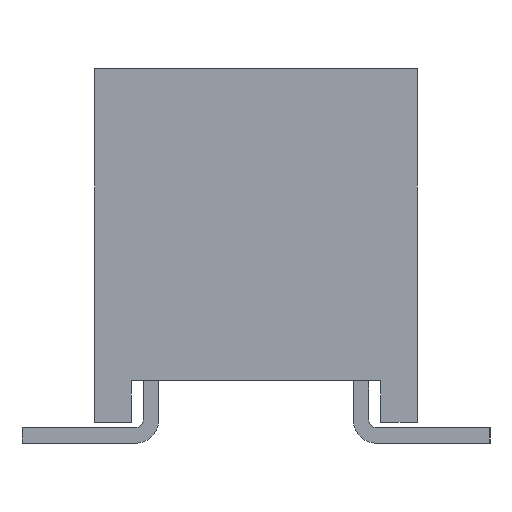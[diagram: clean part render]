
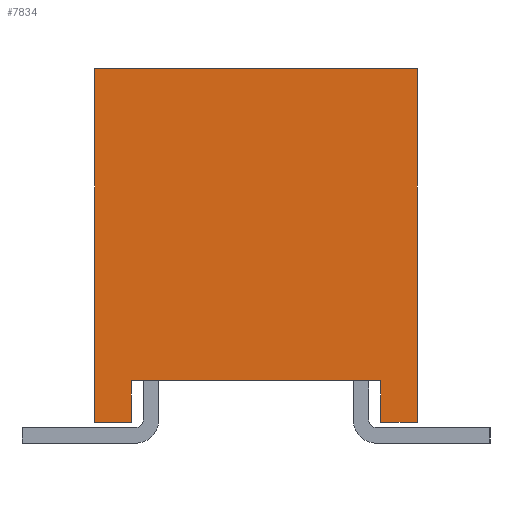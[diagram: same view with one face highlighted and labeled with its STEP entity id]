
A CAD part, left-side view. The second image highlights one B-rep face of the part: STEP entity #7834.
In plain terms, the highlighted planar face has unit normal (-1, 0, 0).
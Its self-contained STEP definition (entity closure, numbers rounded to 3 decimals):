
#426=PLANE($,#8408);
#851=FACE_OUTER_BOUND($,#1300,.T.);
#1300=EDGE_LOOP($,(#7252,#7253,#7254,#7255,#7256,#7257,#7258,#7259));
#1892=LINE($,#11856,#2888);
#2273=LINE($,#12595,#3269);
#2277=LINE($,#12603,#3273);
#2280=LINE($,#12610,#3276);
#2284=LINE($,#12617,#3280);
#2289=LINE($,#12625,#3285);
#2290=LINE($,#12628,#3286);
#2291=LINE($,#12629,#3287);
#2888=VECTOR($,#9677,3.1);
#3269=VECTOR($,#10376,0.4);
#3273=VECTOR($,#10382,0.35);
#3276=VECTOR($,#10387,0.35);
#3280=VECTOR($,#10393,3.4);
#3285=VECTOR($,#10402,3.4);
#3286=VECTOR($,#10405,0.4);
#3287=VECTOR($,#10406,2.4);
#3884=VERTEX_POINT($,#11854);
#3885=VERTEX_POINT($,#11855);
#4083=VERTEX_POINT($,#12593);
#4084=VERTEX_POINT($,#12594);
#4087=VERTEX_POINT($,#12602);
#4089=VERTEX_POINT($,#12608);
#4090=VERTEX_POINT($,#12609);
#4094=VERTEX_POINT($,#12627);
#4772=EDGE_CURVE($,#3884,#3885,#1892,.T.);
#5153=EDGE_CURVE($,#4083,#4084,#2273,.T.);
#5157=EDGE_CURVE($,#4084,#4087,#2277,.T.);
#5160=EDGE_CURVE($,#4089,#4090,#2280,.T.);
#5164=EDGE_CURVE($,#4087,#3884,#2284,.T.);
#5169=EDGE_CURVE($,#3885,#4089,#2289,.T.);
#5170=EDGE_CURVE($,#4090,#4094,#2290,.T.);
#5171=EDGE_CURVE($,#4094,#4083,#2291,.T.);
#7252=ORIENTED_EDGE($,*,*,#5169,.T.);
#7253=ORIENTED_EDGE($,*,*,#5160,.T.);
#7254=ORIENTED_EDGE($,*,*,#5170,.T.);
#7255=ORIENTED_EDGE($,*,*,#5171,.T.);
#7256=ORIENTED_EDGE($,*,*,#5153,.T.);
#7257=ORIENTED_EDGE($,*,*,#5157,.T.);
#7258=ORIENTED_EDGE($,*,*,#5164,.T.);
#7259=ORIENTED_EDGE($,*,*,#4772,.T.);
#7834=ADVANCED_FACE($,(#851),#426,.T.);
#8408=AXIS2_PLACEMENT_3D($,#12626,#10403,#10404);
#9677=DIRECTION($,(0.,1.,0.));
#10376=DIRECTION($,(0.,0.,-1.));
#10382=DIRECTION($,(0.,-1.,0.));
#10387=DIRECTION($,(0.,-1.,0.));
#10393=DIRECTION($,(0.,0.,1.));
#10402=DIRECTION($,(0.,0.,-1.));
#10403=DIRECTION('center_axis',(-1.,0.,0.));
#10404=DIRECTION('ref_axis',(0.,-1.,0.));
#10405=DIRECTION($,(0.,0.,1.));
#10406=DIRECTION($,(0.,-1.,0.));
#11854=CARTESIAN_POINT('',(-7.795,-1.55,3.6));
#11855=CARTESIAN_POINT('',(-7.795,1.55,3.6));
#11856=CARTESIAN_POINT($,(-7.795,-1.55,3.6));
#12593=CARTESIAN_POINT('',(-7.795,-1.2,0.6));
#12594=CARTESIAN_POINT('',(-7.795,-1.2,0.2));
#12595=CARTESIAN_POINT($,(-7.795,-1.2,0.6));
#12602=CARTESIAN_POINT('',(-7.795,-1.55,0.2));
#12603=CARTESIAN_POINT($,(-7.795,-1.2,0.2));
#12608=CARTESIAN_POINT('',(-7.795,1.55,0.2));
#12609=CARTESIAN_POINT('',(-7.795,1.2,0.2));
#12610=CARTESIAN_POINT($,(-7.795,1.55,0.2));
#12617=CARTESIAN_POINT($,(-7.795,-1.55,0.2));
#12625=CARTESIAN_POINT($,(-7.795,1.55,3.6));
#12626=CARTESIAN_POINT('Origin',(-7.795,1.705,0.03));
#12627=CARTESIAN_POINT('',(-7.795,1.2,0.6));
#12628=CARTESIAN_POINT($,(-7.795,1.2,0.2));
#12629=CARTESIAN_POINT($,(-7.795,1.2,0.6));
